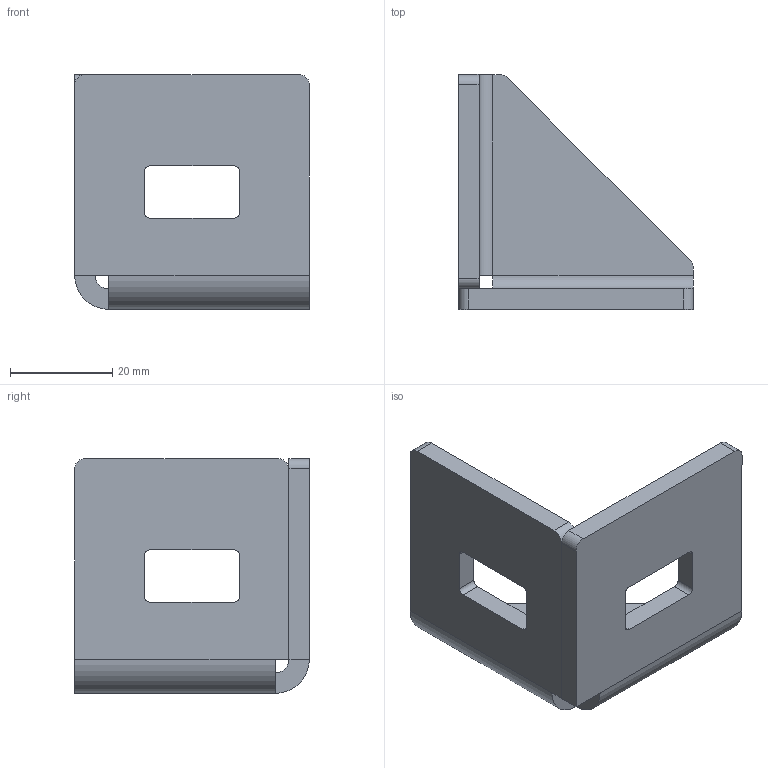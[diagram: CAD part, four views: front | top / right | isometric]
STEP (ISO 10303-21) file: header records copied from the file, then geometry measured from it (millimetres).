
FILE_DESCRIPTION (( 'STEP AP214' ), '1' );
FILE_NAME ('SNSS.50.027 Óãëîâîé ñîåäèíèòåëü ñòàëüíîé 50x50, A607.STEP', '2022-02-17T13:53:55', ( 'Ïîëüçîâàòåëü Windows' ), ( '' ), 'SwSTEP 2.0', 'SolidWorks 2021', '' );
FILE_SCHEMA (( 'AUTOMOTIVE_DESIGN' ));
Length unit declared in the file: millimetre
Products named in the file (1): SNSS.50.027 Óãëîâîé ñîåäèíèòåëü ñòàëüíîé 50x50, A607
Bounding box: 46 x 46 x 46 mm (x, y, z)
Volume: 18053.7 mm3; surface area: 10822.9 mm2
Topology: 1 solids, 1 shells, 47 faces, 119 edges, 74 vertices
Faces by surface type: plane 29, cylinder 18
Entity records: 1443 total; most frequent: DIRECTION 251, CARTESIAN_POINT 241, ORIENTED_EDGE 238, EDGE_CURVE 119, AXIS2_PLACEMENT_3D 84, VECTOR 83, LINE 83, VERTEX_POINT 74
